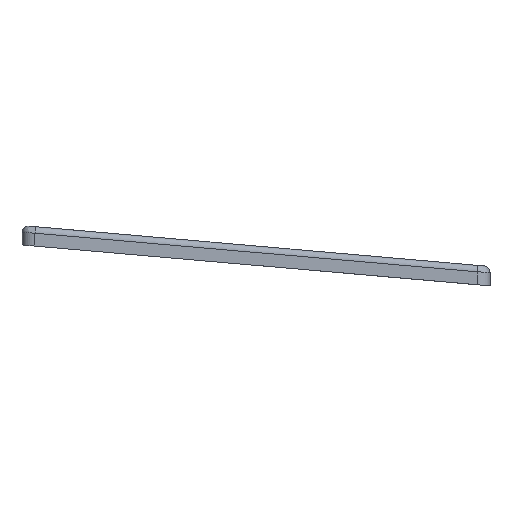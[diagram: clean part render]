
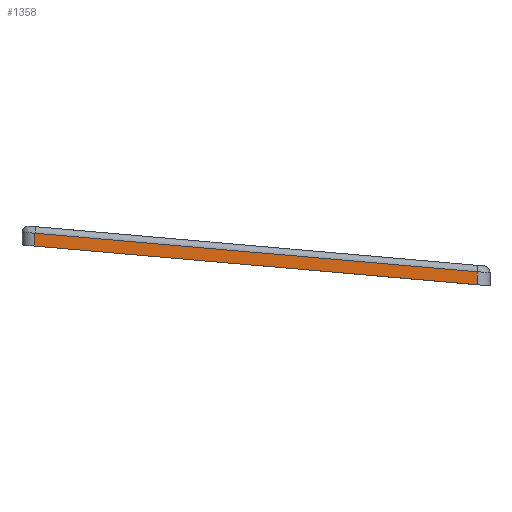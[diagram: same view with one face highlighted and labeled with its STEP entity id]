
A CAD part, left-side view. The second image highlights one B-rep face of the part: STEP entity #1358.
In plain terms, the highlighted planar face has unit normal (-1, 0, 0).
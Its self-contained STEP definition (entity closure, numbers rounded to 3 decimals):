
#106=FACE_OUTER_BOUND('',#191,.T.);
#191=EDGE_LOOP('',(#1023,#1024,#1025,#1026));
#323=LINE('',#2140,#487);
#327=LINE('',#2149,#491);
#328=LINE('',#2153,#492);
#329=LINE('',#2154,#493);
#487=VECTOR('',#1647,10.);
#491=VECTOR('',#1655,10.);
#492=VECTOR('',#1660,10.);
#493=VECTOR('',#1661,10.);
#650=VERTEX_POINT('',#2038);
#657=VERTEX_POINT('',#2136);
#660=VERTEX_POINT('',#2148);
#661=VERTEX_POINT('',#2152);
#795=EDGE_CURVE('',#650,#657,#323,.T.);
#799=EDGE_CURVE('',#657,#660,#327,.T.);
#801=EDGE_CURVE('',#661,#650,#328,.T.);
#802=EDGE_CURVE('',#660,#661,#329,.T.);
#1023=ORIENTED_EDGE('',*,*,#795,.F.);
#1024=ORIENTED_EDGE('',*,*,#801,.F.);
#1025=ORIENTED_EDGE('',*,*,#802,.F.);
#1026=ORIENTED_EDGE('',*,*,#799,.F.);
#1295=PLANE('',#1459);
#1358=ADVANCED_FACE('',(#106),#1295,.T.);
#1459=AXIS2_PLACEMENT_3D('',#2151,#1658,#1659);
#1647=DIRECTION('',(0.,-0.996,-0.087));
#1655=DIRECTION('',(0.,0.,-1.));
#1658=DIRECTION('center_axis',(-1.,0.,0.));
#1659=DIRECTION('ref_axis',(0.,-0.996,-0.087));
#1660=DIRECTION('',(0.,0.,1.));
#1661=DIRECTION('',(0.,0.996,0.087));
#2038=CARTESIAN_POINT('',(-45.732,34.24,17.038));
#2136=CARTESIAN_POINT('',(-45.732,-34.24,11.046));
#2140=CARTESIAN_POINT('',(-45.732,18.077,15.624));
#2148=CARTESIAN_POINT('',(-45.732,-34.24,9.05));
#2149=CARTESIAN_POINT('',(-45.732,-34.24,12.046));
#2151=CARTESIAN_POINT('Origin',(-45.732,36.24,15.216));
#2152=CARTESIAN_POINT('',(-45.732,34.24,15.041));
#2153=CARTESIAN_POINT('',(-45.732,34.24,15.216));
#2154=CARTESIAN_POINT('',(-45.732,17.459,13.573));
